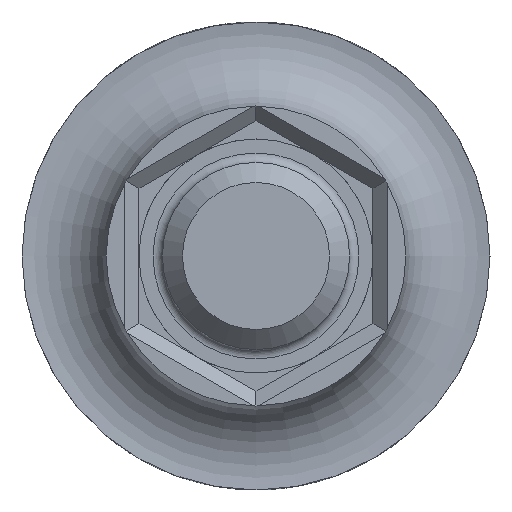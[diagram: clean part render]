
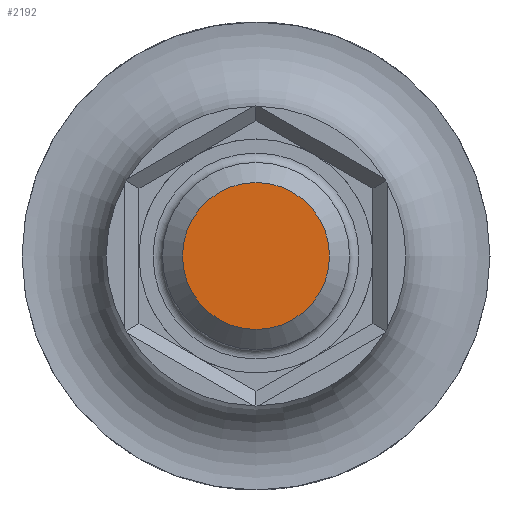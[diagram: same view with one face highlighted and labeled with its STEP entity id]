
A CAD part, left-side view. The second image highlights one B-rep face of the part: STEP entity #2192.
In plain terms, the highlighted planar face has unit normal (-1, 0, 0).
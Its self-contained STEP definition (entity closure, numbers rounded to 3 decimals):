
#155=FACE_OUTER_BOUND('',#277,.T.);
#277=EDGE_LOOP('',(#1608));
#755=CIRCLE('',#2379,1.571);
#888=VERTEX_POINT('',#3548);
#1141=EDGE_CURVE('',#888,#888,#755,.T.);
#1608=ORIENTED_EDGE('',*,*,#1141,.T.);
#1962=PLANE('',#2380);
#2192=ADVANCED_FACE('',(#155),#1962,.F.);
#2379=AXIS2_PLACEMENT_3D('',#3550,#2777,#2778);
#2380=AXIS2_PLACEMENT_3D('',#3551,#2779,#2780);
#2777=DIRECTION('center_axis',(-1.,0.,0.));
#2778=DIRECTION('ref_axis',(0.,1.,0.));
#2779=DIRECTION('center_axis',(1.,0.,0.));
#2780=DIRECTION('ref_axis',(0.,-1.,0.));
#3548=CARTESIAN_POINT('',(-13.,1.571,0.));
#3550=CARTESIAN_POINT('Origin',(-13.,0.,0.));
#3551=CARTESIAN_POINT('Origin',(-13.,0.,-1.571));
